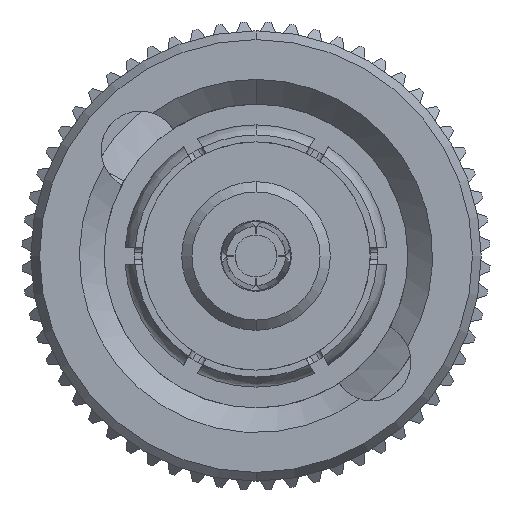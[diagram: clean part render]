
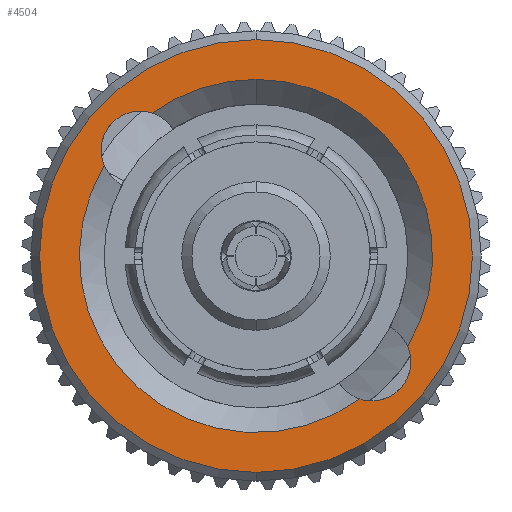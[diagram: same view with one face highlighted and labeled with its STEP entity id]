
A CAD part, left-side view. The second image highlights one B-rep face of the part: STEP entity #4504.
In plain terms, the highlighted planar face has unit normal (-1, 0, 0).
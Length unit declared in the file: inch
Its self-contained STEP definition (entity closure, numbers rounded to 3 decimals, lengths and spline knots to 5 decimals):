
#82 = DIRECTION ( 'NONE',  ( 0., 0., -1. ) ) ;
#175 = DIRECTION ( 'NONE',  ( 1., 0., 0. ) ) ;
#321 = VERTEX_POINT ( 'NONE', #9250 ) ;
#589 = AXIS2_PLACEMENT_3D ( 'NONE', #1954, #4268, #6382 ) ;
#612 = ORIENTED_EDGE ( 'NONE', *, *, #2206, .F. ) ;
#744 = DIRECTION ( 'NONE',  ( 1., 0., 0. ) ) ;
#1124 = AXIS2_PLACEMENT_3D ( 'NONE', #10209, #13556, #11361 ) ;
#1293 = DIRECTION ( 'NONE',  ( 1., 0., 0. ) ) ;
#1415 = CIRCLE ( 'NONE', #13972, 0.26339 ) ;
#1469 = ORIENTED_EDGE ( 'NONE', *, *, #4974, .T. ) ;
#1626 = VERTEX_POINT ( 'NONE', #13745 ) ;
#1730 = CARTESIAN_POINT ( 'NONE',  ( 0.33873, -0.14101, -0.17636 ) ) ;
#1954 = CARTESIAN_POINT ( 'NONE',  ( 0.33873, 0., 0. ) ) ;
#2048 = CIRCLE ( 'NONE', #13877, 0.21494 ) ;
#2206 = EDGE_CURVE ( 'NONE', #14307, #10807, #5468, .T. ) ;
#2353 = AXIS2_PLACEMENT_3D ( 'NONE', #7223, #744, #11505 ) ;
#2711 = CARTESIAN_POINT ( 'NONE',  ( 0.33873, 0.1847, 0.10993 ) ) ;
#2842 = VERTEX_POINT ( 'NONE', #2711 ) ;
#3113 = EDGE_CURVE ( 'NONE', #321, #13712, #9933, .T. ) ;
#3489 = EDGE_CURVE ( 'NONE', #13506, #321, #2048, .T. ) ;
#3562 = DIRECTION ( 'NONE',  ( 0., 0., -1. ) ) ;
#3676 = DIRECTION ( 'NONE',  ( 1., 0., 0. ) ) ;
#4228 = ORIENTED_EDGE ( 'NONE', *, *, #3489, .T. ) ;
#4268 = DIRECTION ( 'NONE',  ( 1., 0., 0. ) ) ;
#4504 = ADVANCED_FACE ( 'NONE', ( #13171, #14324 ), #5521, .F. ) ;
#4777 = CARTESIAN_POINT ( 'NONE',  ( 0.33873, 0., 0.26339 ) ) ;
#4974 = EDGE_CURVE ( 'NONE', #11925, #2842, #6237, .T. ) ;
#5468 = CIRCLE ( 'NONE', #589, 0.26339 ) ;
#5521 = PLANE ( 'NONE',  #12059 ) ;
#5711 = CARTESIAN_POINT ( 'NONE',  ( 0.33873, 0., 0. ) ) ;
#5759 = CARTESIAN_POINT ( 'NONE',  ( 0.33873, 0., 0. ) ) ;
#5831 = DIRECTION ( 'NONE',  ( 1., 0., 0. ) ) ;
#6237 = CIRCLE ( 'NONE', #1124, 0.21494 ) ;
#6240 = EDGE_CURVE ( 'NONE', #1626, #13506, #13614, .T. ) ;
#6308 = CIRCLE ( 'NONE', #6542, 0.04758 ) ;
#6332 = ORIENTED_EDGE ( 'NONE', *, *, #6240, .T. ) ;
#6382 = DIRECTION ( 'NONE',  ( 0., 0., -1. ) ) ;
#6542 = AXIS2_PLACEMENT_3D ( 'NONE', #7853, #11136, #3562 ) ;
#6627 = DIRECTION ( 'NONE',  ( 0., 0., -1. ) ) ;
#6650 = AXIS2_PLACEMENT_3D ( 'NONE', #5711, #3676, #13645 ) ;
#7223 = CARTESIAN_POINT ( 'NONE',  ( 0.33873, 0.14101, 0.12878 ) ) ;
#7461 = ORIENTED_EDGE ( 'NONE', *, *, #3113, .T. ) ;
#7819 = CARTESIAN_POINT ( 'NONE',  ( 0.33873, 0., 0. ) ) ;
#7853 = CARTESIAN_POINT ( 'NONE',  ( 0.33873, -0.14101, -0.12878 ) ) ;
#7914 = ORIENTED_EDGE ( 'NONE', *, *, #11758, .F. ) ;
#7975 = DIRECTION ( 'NONE',  ( 0., 0., -1. ) ) ;
#8744 = DIRECTION ( 'NONE',  ( 1., 0., 0. ) ) ;
#9068 = DIRECTION ( 'NONE',  ( 0., 0., -1. ) ) ;
#9250 = CARTESIAN_POINT ( 'NONE',  ( 0.33873, -0.1847, -0.10993 ) ) ;
#9567 = CIRCLE ( 'NONE', #2353, 0.04758 ) ;
#9933 = CIRCLE ( 'NONE', #11543, 0.04758 ) ;
#10053 = CARTESIAN_POINT ( 'NONE',  ( 0.33873, -0.14101, -0.12878 ) ) ;
#10176 = CARTESIAN_POINT ( 'NONE',  ( 0.33873, 0., -0.26339 ) ) ;
#10209 = CARTESIAN_POINT ( 'NONE',  ( 0.33873, 0., 0. ) ) ;
#10807 = VERTEX_POINT ( 'NONE', #4777 ) ;
#11058 = CARTESIAN_POINT ( 'NONE',  ( 0.33873, 0., -0.26339 ) ) ;
#11136 = DIRECTION ( 'NONE',  ( 1., 0., 0. ) ) ;
#11351 = ORIENTED_EDGE ( 'NONE', *, *, #11876, .T. ) ;
#11361 = DIRECTION ( 'NONE',  ( 0., 0., -1. ) ) ;
#11505 = DIRECTION ( 'NONE',  ( 0., 0., -1. ) ) ;
#11543 = AXIS2_PLACEMENT_3D ( 'NONE', #10053, #8744, #6627 ) ;
#11758 = EDGE_CURVE ( 'NONE', #10807, #14307, #1415, .T. ) ;
#11876 = EDGE_CURVE ( 'NONE', #2842, #1626, #9567, .T. ) ;
#11925 = VERTEX_POINT ( 'NONE', #13827 ) ;
#12059 = AXIS2_PLACEMENT_3D ( 'NONE', #10176, #1293, #7975 ) ;
#12074 = EDGE_LOOP ( 'NONE', ( #612, #7914 ) ) ;
#12145 = EDGE_CURVE ( 'NONE', #13712, #11925, #6308, .T. ) ;
#12928 = EDGE_LOOP ( 'NONE', ( #6332, #4228, #7461, #14172, #1469, #11351 ) ) ;
#13171 = FACE_BOUND ( 'NONE', #12928, .T. ) ;
#13506 = VERTEX_POINT ( 'NONE', #13519 ) ;
#13519 = CARTESIAN_POINT ( 'NONE',  ( 0.33873, 0., 0.21494 ) ) ;
#13556 = DIRECTION ( 'NONE',  ( 1., 0., 0. ) ) ;
#13614 = CIRCLE ( 'NONE', #6650, 0.21494 ) ;
#13645 = DIRECTION ( 'NONE',  ( 0., 0., -1. ) ) ;
#13712 = VERTEX_POINT ( 'NONE', #1730 ) ;
#13745 = CARTESIAN_POINT ( 'NONE',  ( 0.33873, 0.1262, 0.174 ) ) ;
#13827 = CARTESIAN_POINT ( 'NONE',  ( 0.33873, -0.1262, -0.174 ) ) ;
#13877 = AXIS2_PLACEMENT_3D ( 'NONE', #7819, #175, #9068 ) ;
#13972 = AXIS2_PLACEMENT_3D ( 'NONE', #5759, #5831, #82 ) ;
#14172 = ORIENTED_EDGE ( 'NONE', *, *, #12145, .T. ) ;
#14307 = VERTEX_POINT ( 'NONE', #11058 ) ;
#14324 = FACE_OUTER_BOUND ( 'NONE', #12074, .T. ) ;
